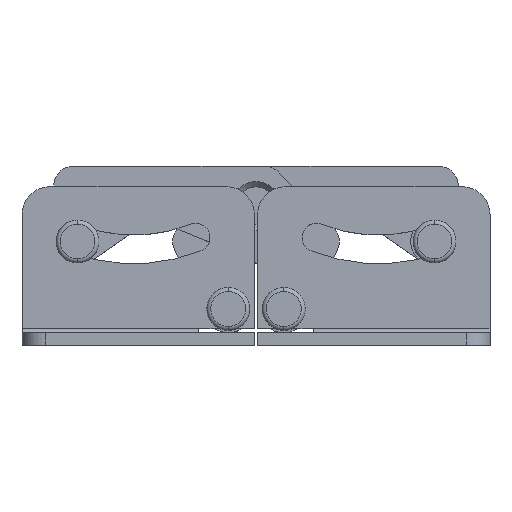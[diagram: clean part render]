
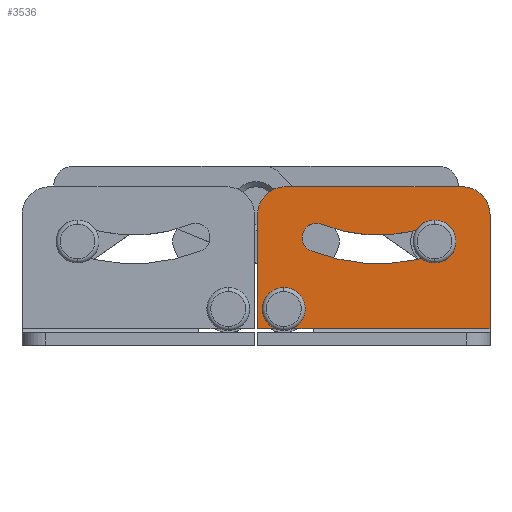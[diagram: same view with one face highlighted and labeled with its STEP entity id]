
A CAD part, top view. The second image highlights one B-rep face of the part: STEP entity #3536.
In plain terms, the highlighted planar face has unit normal (0, 0, 1).
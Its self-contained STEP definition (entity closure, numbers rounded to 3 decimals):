
#3463 = VERTEX_POINT ( 'NONE', #4251 ) ;
#3466 = EDGE_CURVE ( 'NONE', #3491, #3499, #4249, .T. ) ;
#3468 = EDGE_LOOP ( 'NONE', ( #3469, #3531 ) ) ;
#3469 = ORIENTED_EDGE ( 'NONE', *, *, #3530, .F. ) ;
#3477 = ORIENTED_EDGE ( 'NONE', *, *, #3478, .F. ) ;
#3478 = EDGE_CURVE ( 'NONE', #3499, #3542, #4288, .T. ) ;
#3479 = ORIENTED_EDGE ( 'NONE', *, *, #3466, .F. ) ;
#3480 = ORIENTED_EDGE ( 'NONE', *, *, #3498, .F. ) ;
#3485 = VERTEX_POINT ( 'NONE', #4407 ) ;
#3487 = EDGE_CURVE ( 'NONE', #3463, #3485, #4402, .T. ) ;
#3491 = VERTEX_POINT ( 'NONE', #4327 ) ;
#3498 = EDGE_CURVE ( 'NONE', #3588, #3491, #4322, .T. ) ;
#3499 = VERTEX_POINT ( 'NONE', #4317 ) ;
#3530 = EDGE_CURVE ( 'NONE', #3485, #3463, #4177, .T. ) ;
#3531 = ORIENTED_EDGE ( 'NONE', *, *, #3487, .F. ) ;
#3532 = EDGE_LOOP ( 'NONE', ( #3533, #3552, #3555, #3558, #3560, #3561, #3565 ) ) ;
#3533 = ORIENTED_EDGE ( 'NONE', *, *, #3547, .T. ) ;
#3536 = ADVANCED_FACE ( 'NONE', ( #4168, #4167, #4166 ), #4165, .F. ) ;
#3538 = EDGE_LOOP ( 'NONE', ( #3539, #3573, #3477, #3479, #3480 ) ) ;
#3539 = ORIENTED_EDGE ( 'NONE', *, *, #3540, .F. ) ;
#3540 = EDGE_CURVE ( 'NONE', #3587, #3588, #4160, .T. ) ;
#3541 = EDGE_CURVE ( 'NONE', #3542, #3587, #4155, .T. ) ;
#3542 = VERTEX_POINT ( 'NONE', #4150 ) ;
#3543 = VERTEX_POINT ( 'NONE', #4149 ) ;
#3545 = EDGE_CURVE ( 'NONE', #3546, #3543, #4148, .T. ) ;
#3546 = VERTEX_POINT ( 'NONE', #4546 ) ;
#3547 = EDGE_CURVE ( 'NONE', #3548, #3551, #4597, .T. ) ;
#3548 = VERTEX_POINT ( 'NONE', #4549 ) ;
#3551 = VERTEX_POINT ( 'NONE', #4500 ) ;
#3552 = ORIENTED_EDGE ( 'NONE', *, *, #3553, .T. ) ;
#3553 = EDGE_CURVE ( 'NONE', #3551, #3554, #4450, .T. ) ;
#3554 = VERTEX_POINT ( 'NONE', #4547 ) ;
#3555 = ORIENTED_EDGE ( 'NONE', *, *, #3556, .F. ) ;
#3556 = EDGE_CURVE ( 'NONE', #3557, #3554, #4455, .T. ) ;
#3557 = VERTEX_POINT ( 'NONE', #4451 ) ;
#3558 = ORIENTED_EDGE ( 'NONE', *, *, #3559, .T. ) ;
#3559 = EDGE_CURVE ( 'NONE', #3557, #3546, #4556, .T. ) ;
#3560 = ORIENTED_EDGE ( 'NONE', *, *, #3545, .T. ) ;
#3561 = ORIENTED_EDGE ( 'NONE', *, *, #3564, .T. ) ;
#3562 = VERTEX_POINT ( 'NONE', #4551 ) ;
#3564 = EDGE_CURVE ( 'NONE', #3543, #3562, #4447, .T. ) ;
#3565 = ORIENTED_EDGE ( 'NONE', *, *, #3566, .T. ) ;
#3566 = EDGE_CURVE ( 'NONE', #3562, #3548, #4442, .T. ) ;
#3573 = ORIENTED_EDGE ( 'NONE', *, *, #3541, .F. ) ;
#3587 = VERTEX_POINT ( 'NONE', #4544 ) ;
#3588 = VERTEX_POINT ( 'NONE', #4543 ) ;
#4145 = DIRECTION ( 'NONE',  ( -1., 0., 0. ) ) ;
#4146 = VECTOR ( 'NONE', #4145, 1000. ) ;
#4147 = CARTESIAN_POINT ( 'NONE',  ( 14.65, 20., -7.95 ) ) ;
#4148 = LINE ( 'NONE', #4147, #4146 ) ;
#4149 = CARTESIAN_POINT ( 'NONE',  ( -11.15, 20., -7.95 ) ) ;
#4150 = CARTESIAN_POINT ( 'NONE',  ( -6.588, 15.274, -7.95 ) ) ;
#4151 = DIRECTION ( 'NONE',  ( 1., 0., 0. ) ) ;
#4152 = DIRECTION ( 'NONE',  ( 0., 0., 1. ) ) ;
#4153 = CARTESIAN_POINT ( 'NONE',  ( -7.25, 13.6, -7.95 ) ) ;
#4154 = AXIS2_PLACEMENT_3D ( 'NONE', #4153, #4152, #4151 ) ;
#4155 = CIRCLE ( 'NONE', #4154, 1.8 ) ;
#4156 = DIRECTION ( 'NONE',  ( 1., 0., 0. ) ) ;
#4157 = DIRECTION ( 'NONE',  ( 0., 0., 1. ) ) ;
#4158 = CARTESIAN_POINT ( 'NONE',  ( 0.579, 33.409, -7.95 ) ) ;
#4159 = AXIS2_PLACEMENT_3D ( 'NONE', #4158, #4157, #4156 ) ;
#4160 = CIRCLE ( 'NONE', #4159, 23.1 ) ;
#4161 = DIRECTION ( 'NONE',  ( 0., 1., 0. ) ) ;
#4162 = DIRECTION ( 'NONE',  ( 0., 0., -1. ) ) ;
#4163 = CARTESIAN_POINT ( 'NONE',  ( 14.65, 20., -7.95 ) ) ;
#4164 = AXIS2_PLACEMENT_3D ( 'NONE', #4163, #4162, #4161 ) ;
#4165 = PLANE ( 'NONE',  #4164 ) ;
#4166 = FACE_OUTER_BOUND ( 'NONE', #3532, .T. ) ;
#4167 = FACE_BOUND ( 'NONE', #3468, .T. ) ;
#4168 = FACE_BOUND ( 'NONE', #3538, .T. ) ;
#4173 = DIRECTION ( 'NONE',  ( 1., 0., 0. ) ) ;
#4174 = DIRECTION ( 'NONE',  ( 0., 0., 1. ) ) ;
#4175 = CARTESIAN_POINT ( 'NONE',  ( -11.35, 4.6, -7.95 ) ) ;
#4176 = AXIS2_PLACEMENT_3D ( 'NONE', #4175, #4174, #4173 ) ;
#4177 = CIRCLE ( 'NONE', #4176, 1.55 ) ;
#4228 = DIRECTION ( 'NONE',  ( 1., 0., 0. ) ) ;
#4229 = DIRECTION ( 'NONE',  ( 0., 0., 1. ) ) ;
#4230 = CARTESIAN_POINT ( 'NONE',  ( -11.35, 4.6, -7.95 ) ) ;
#4231 = AXIS2_PLACEMENT_3D ( 'NONE', #4230, #4229, #4228 ) ;
#4245 = DIRECTION ( 'NONE',  ( -1., 0., 0. ) ) ;
#4246 = DIRECTION ( 'NONE',  ( 0., 0., 1. ) ) ;
#4247 = CARTESIAN_POINT ( 'NONE',  ( 8.15, 13.5, -7.95 ) ) ;
#4248 = AXIS2_PLACEMENT_3D ( 'NONE', #4247, #4246, #4245 ) ;
#4249 = CIRCLE ( 'NONE', #4248, 1.8 ) ;
#4251 = CARTESIAN_POINT ( 'NONE',  ( -12.9, 4.6, -7.95 ) ) ;
#4284 = DIRECTION ( 'NONE',  ( 1., 0., 0. ) ) ;
#4285 = DIRECTION ( 'NONE',  ( 0., 0., -1. ) ) ;
#4286 = CARTESIAN_POINT ( 'NONE',  ( 0.579, 33.409, -7.95 ) ) ;
#4287 = AXIS2_PLACEMENT_3D ( 'NONE', #4286, #4285, #4284 ) ;
#4288 = CIRCLE ( 'NONE', #4287, 19.5 ) ;
#4317 = CARTESIAN_POINT ( 'NONE',  ( 7.51, 15.182, -7.95 ) ) ;
#4318 = DIRECTION ( 'NONE',  ( -1., 0., 0. ) ) ;
#4319 = DIRECTION ( 'NONE',  ( 0., 0., 1. ) ) ;
#4320 = CARTESIAN_POINT ( 'NONE',  ( 8.15, 13.5, -7.95 ) ) ;
#4321 = AXIS2_PLACEMENT_3D ( 'NONE', #4320, #4319, #4318 ) ;
#4322 = CIRCLE ( 'NONE', #4321, 1.8 ) ;
#4327 = CARTESIAN_POINT ( 'NONE',  ( 9.95, 13.5, -7.95 ) ) ;
#4402 = CIRCLE ( 'NONE', #4231, 1.55 ) ;
#4407 = CARTESIAN_POINT ( 'NONE',  ( -9.8, 4.6, -7.95 ) ) ;
#4440 = VECTOR ( 'NONE', #4642, 1000. ) ;
#4441 = CARTESIAN_POINT ( 'NONE',  ( -14.65, 20., -7.95 ) ) ;
#4442 = LINE ( 'NONE', #4441, #4440 ) ;
#4443 = DIRECTION ( 'NONE',  ( 0., 1., 0. ) ) ;
#4444 = DIRECTION ( 'NONE',  ( 0., 0., 1. ) ) ;
#4445 = CARTESIAN_POINT ( 'NONE',  ( -11.15, 16.5, -7.95 ) ) ;
#4446 = AXIS2_PLACEMENT_3D ( 'NONE', #4445, #4444, #4443 ) ;
#4447 = CIRCLE ( 'NONE', #4446, 3.5 ) ;
#4448 = VECTOR ( 'NONE', #4548, 1000. ) ;
#4449 = CARTESIAN_POINT ( 'NONE',  ( 14.65, 2.1, -7.95 ) ) ;
#4450 = LINE ( 'NONE', #4449, #4448 ) ;
#4451 = CARTESIAN_POINT ( 'NONE',  ( 14.65, 16.5, -7.95 ) ) ;
#4452 = DIRECTION ( 'NONE',  ( 0., -1., 0. ) ) ;
#4453 = VECTOR ( 'NONE', #4452, 1000. ) ;
#4454 = CARTESIAN_POINT ( 'NONE',  ( 14.65, 20., -7.95 ) ) ;
#4455 = LINE ( 'NONE', #4454, #4453 ) ;
#4500 = CARTESIAN_POINT ( 'NONE',  ( -7.65, 2.1, -7.95 ) ) ;
#4543 = CARTESIAN_POINT ( 'NONE',  ( 8.79, 11.818, -7.95 ) ) ;
#4544 = CARTESIAN_POINT ( 'NONE',  ( -7.912, 11.926, -7.95 ) ) ;
#4546 = CARTESIAN_POINT ( 'NONE',  ( 11.15, 20., -7.95 ) ) ;
#4547 = CARTESIAN_POINT ( 'NONE',  ( 14.65, 2.1, -7.95 ) ) ;
#4548 = DIRECTION ( 'NONE',  ( 1., 0., 0. ) ) ;
#4549 = CARTESIAN_POINT ( 'NONE',  ( -14.65, 2.1, -7.95 ) ) ;
#4550 = VECTOR ( 'NONE', #4595, 1000. ) ;
#4551 = CARTESIAN_POINT ( 'NONE',  ( -14.65, 16.5, -7.95 ) ) ;
#4552 = DIRECTION ( 'NONE',  ( 0., 1., 0. ) ) ;
#4553 = DIRECTION ( 'NONE',  ( 0., 0., 1. ) ) ;
#4554 = CARTESIAN_POINT ( 'NONE',  ( 11.15, 16.5, -7.95 ) ) ;
#4555 = AXIS2_PLACEMENT_3D ( 'NONE', #4554, #4553, #4552 ) ;
#4556 = CIRCLE ( 'NONE', #4555, 3.5 ) ;
#4595 = DIRECTION ( 'NONE',  ( 1., 0., 0. ) ) ;
#4596 = CARTESIAN_POINT ( 'NONE',  ( 14.65, 2.1, -7.95 ) ) ;
#4597 = LINE ( 'NONE', #4596, #4550 ) ;
#4642 = DIRECTION ( 'NONE',  ( 0., -1., 0. ) ) ;
